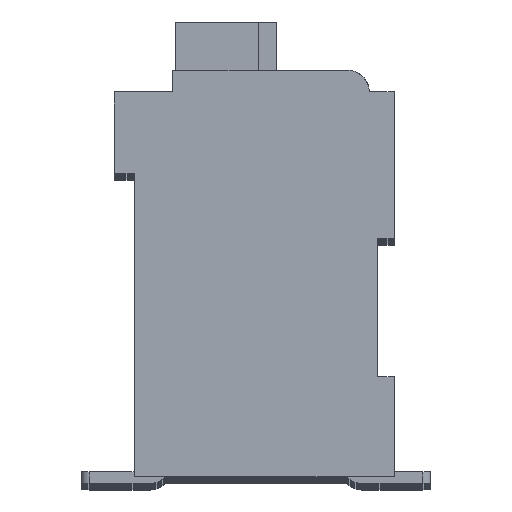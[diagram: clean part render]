
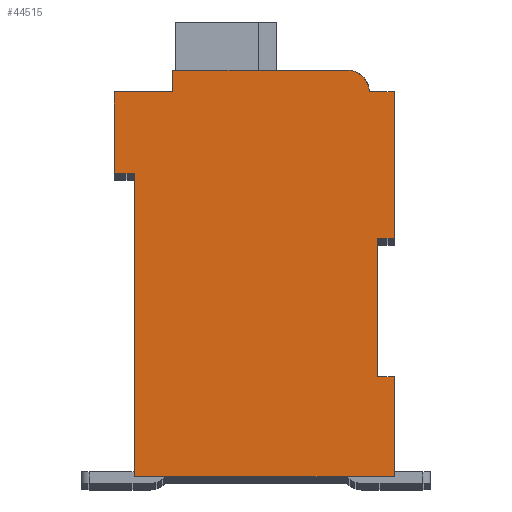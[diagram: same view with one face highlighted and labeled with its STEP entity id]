
A CAD part, top view. The second image highlights one B-rep face of the part: STEP entity #44515.
In plain terms, the highlighted planar face has unit normal (0, 0, 1).
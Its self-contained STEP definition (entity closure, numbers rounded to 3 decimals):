
#10346=DIRECTION('',(1.,0.,0.));
#10347=VECTOR('',#10346,0.5);
#10348=CARTESIAN_POINT('',(7.3,7.15,2.1));
#10349=LINE('',#10348,#10347);
#10350=DIRECTION('',(0.,1.,0.));
#10351=VECTOR('',#10350,4.15);
#10352=CARTESIAN_POINT('',(7.3,3.,2.1));
#10353=LINE('',#10352,#10351);
#10354=DIRECTION('',(-1.,0.,0.));
#10355=VECTOR('',#10354,0.5);
#10356=CARTESIAN_POINT('',(7.8,3.,2.1));
#10357=LINE('',#10356,#10355);
#10358=DIRECTION('',(0.,1.,0.));
#10359=VECTOR('',#10358,3.);
#10360=CARTESIAN_POINT('',(7.8,0.,2.1));
#10361=LINE('',#10360,#10359);
#10362=DIRECTION('',(1.,0.,0.));
#10363=VECTOR('',#10362,7.8);
#10364=CARTESIAN_POINT('',(0.,0.,2.1));
#10365=LINE('',#10364,#10363);
#10366=DIRECTION('',(0.,-1.,0.));
#10367=VECTOR('',#10366,9.1);
#10368=CARTESIAN_POINT('',(0.,9.1,2.1));
#10369=LINE('',#10368,#10367);
#10370=DIRECTION('',(1.,0.,0.));
#10371=VECTOR('',#10370,0.6);
#10372=CARTESIAN_POINT('',(-0.6,9.1,2.1));
#10373=LINE('',#10372,#10371);
#10374=DIRECTION('',(0.,-1.,0.));
#10375=VECTOR('',#10374,2.45);
#10376=CARTESIAN_POINT('',(-0.6,11.55,2.1));
#10377=LINE('',#10376,#10375);
#10378=DIRECTION('',(-1.,0.,0.));
#10379=VECTOR('',#10378,1.75);
#10380=CARTESIAN_POINT('',(1.15,11.55,2.1));
#10381=LINE('',#10380,#10379);
#10382=DIRECTION('',(0.,-1.,0.));
#10383=VECTOR('',#10382,0.65);
#10384=CARTESIAN_POINT('',(1.15,12.2,2.1));
#10385=LINE('',#10384,#10383);
#10386=DIRECTION('',(-1.,0.,0.));
#10387=VECTOR('',#10386,5.25);
#10388=CARTESIAN_POINT('',(6.4,12.2,2.1));
#10389=LINE('',#10388,#10387);
#10390=CARTESIAN_POINT('',(6.4,11.55,2.1));
#10391=DIRECTION('',(0.,0.,1.));
#10392=DIRECTION('',(1.,0.,0.));
#10393=AXIS2_PLACEMENT_3D('',#10390,#10391,#10392);
#10395=DIRECTION('',(-1.,0.,0.));
#10396=VECTOR('',#10395,0.75);
#10397=CARTESIAN_POINT('',(7.8,11.55,2.1));
#10398=LINE('',#10397,#10396);
#10399=DIRECTION('',(0.,1.,0.));
#10400=VECTOR('',#10399,4.4);
#10401=CARTESIAN_POINT('',(7.8,7.15,2.1));
#10402=LINE('',#10401,#10400);
#26519=CARTESIAN_POINT('',(7.3,7.15,2.1));
#26520=CARTESIAN_POINT('',(7.8,7.15,2.1));
#26521=VERTEX_POINT('',#26519);
#26522=VERTEX_POINT('',#26520);
#26523=CARTESIAN_POINT('',(7.8,11.55,2.1));
#26524=VERTEX_POINT('',#26523);
#26525=CARTESIAN_POINT('',(7.05,11.55,2.1));
#26526=VERTEX_POINT('',#26525);
#26527=CARTESIAN_POINT('',(6.4,12.2,2.1));
#26528=VERTEX_POINT('',#26527);
#26529=CARTESIAN_POINT('',(1.15,12.2,2.1));
#26530=VERTEX_POINT('',#26529);
#26531=CARTESIAN_POINT('',(1.15,11.55,2.1));
#26532=VERTEX_POINT('',#26531);
#26533=CARTESIAN_POINT('',(-0.6,11.55,2.1));
#26534=VERTEX_POINT('',#26533);
#26535=CARTESIAN_POINT('',(-0.6,9.1,2.1));
#26536=VERTEX_POINT('',#26535);
#26537=CARTESIAN_POINT('',(0.,9.1,2.1));
#26538=VERTEX_POINT('',#26537);
#26539=CARTESIAN_POINT('',(0.,0.,2.1));
#26540=VERTEX_POINT('',#26539);
#26541=CARTESIAN_POINT('',(7.8,0.,2.1));
#26542=VERTEX_POINT('',#26541);
#26543=CARTESIAN_POINT('',(7.8,3.,2.1));
#26544=VERTEX_POINT('',#26543);
#26545=CARTESIAN_POINT('',(7.3,3.,2.1));
#26546=VERTEX_POINT('',#26545);
#44494=CARTESIAN_POINT('',(0.,0.,2.1));
#44495=DIRECTION('',(0.,0.,1.));
#44496=DIRECTION('',(1.,0.,0.));
#44497=AXIS2_PLACEMENT_3D('',#44494,#44495,#44496);
#44498=PLANE('',#44497);
#44499=ORIENTED_EDGE('',*,*,#34888,.F.);
#44500=ORIENTED_EDGE('',*,*,#36058,.F.);
#44501=ORIENTED_EDGE('',*,*,#37054,.F.);
#44502=ORIENTED_EDGE('',*,*,#37739,.F.);
#44503=ORIENTED_EDGE('',*,*,#38528,.F.);
#44504=ORIENTED_EDGE('',*,*,#39565,.F.);
#44505=ORIENTED_EDGE('',*,*,#40316,.F.);
#44506=ORIENTED_EDGE('',*,*,#40700,.F.);
#44507=ORIENTED_EDGE('',*,*,#41283,.F.);
#44508=ORIENTED_EDGE('',*,*,#42384,.F.);
#44509=ORIENTED_EDGE('',*,*,#43258,.F.);
#44510=ORIENTED_EDGE('',*,*,#41334,.F.);
#44511=ORIENTED_EDGE('',*,*,#42095,.F.);
#44512=ORIENTED_EDGE('',*,*,#35953,.F.);
#44513=EDGE_LOOP('',(#44499,#44500,#44501,#44502,#44503,#44504,#44505,#44506,
#44507,#44508,#44509,#44510,#44511,#44512));
#44514=FACE_OUTER_BOUND('',#44513,.F.);
#10394=CIRCLE('',#10393,0.65);
#34888=EDGE_CURVE('',#26521,#26522,#10349,.T.);
#35953=EDGE_CURVE('',#26522,#26524,#10402,.T.);
#36058=EDGE_CURVE('',#26546,#26521,#10353,.T.);
#37054=EDGE_CURVE('',#26544,#26546,#10357,.T.);
#37739=EDGE_CURVE('',#26542,#26544,#10361,.T.);
#38528=EDGE_CURVE('',#26540,#26542,#10365,.T.);
#39565=EDGE_CURVE('',#26538,#26540,#10369,.T.);
#40316=EDGE_CURVE('',#26536,#26538,#10373,.T.);
#40700=EDGE_CURVE('',#26534,#26536,#10377,.T.);
#41283=EDGE_CURVE('',#26532,#26534,#10381,.T.);
#41334=EDGE_CURVE('',#26526,#26528,#10394,.T.);
#42095=EDGE_CURVE('',#26524,#26526,#10398,.T.);
#42384=EDGE_CURVE('',#26530,#26532,#10385,.T.);
#43258=EDGE_CURVE('',#26528,#26530,#10389,.T.);
#44515=ADVANCED_FACE('',(#44514),#44498,.T.);
